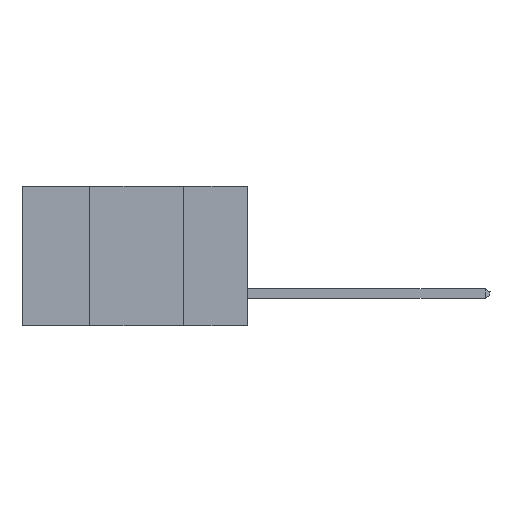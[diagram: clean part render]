
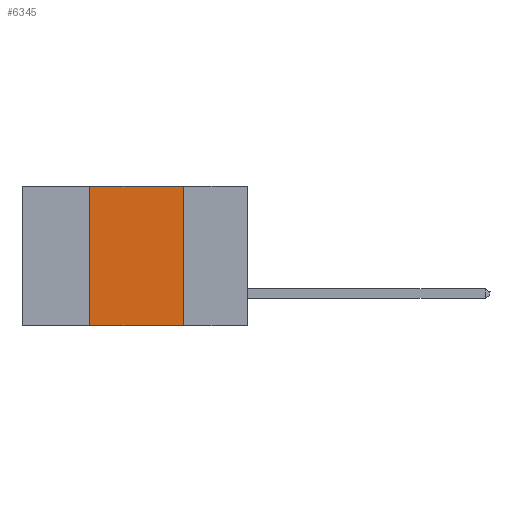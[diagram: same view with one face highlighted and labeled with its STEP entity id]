
A CAD part, left-side view. The second image highlights one B-rep face of the part: STEP entity #6345.
In plain terms, the highlighted planar face has unit normal (-1, 0, 0).
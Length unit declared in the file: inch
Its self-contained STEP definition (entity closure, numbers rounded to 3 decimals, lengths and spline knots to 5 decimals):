
#30 = DIRECTION ( 'NONE',  ( 0., -1., 0. ) ) ;
#60 = ORIENTED_EDGE ( 'NONE', *, *, #12781, .F. ) ;
#596 = EDGE_LOOP ( 'NONE', ( #60, #7936, #10106, #5006 ) ) ;
#1126 = DIRECTION ( 'NONE',  ( 0., -1., 0. ) ) ;
#1296 = CARTESIAN_POINT ( 'NONE',  ( 0., 0.6, 0. ) ) ;
#2336 = VECTOR ( 'NONE', #1126, 39.37008 ) ;
#3656 = CARTESIAN_POINT ( 'NONE',  ( 0., 0.6, -0.37 ) ) ;
#3978 = VERTEX_POINT ( 'NONE', #12414 ) ;
#4043 = EDGE_CURVE ( 'NONE', #4947, #3978, #14870, .T. ) ;
#4503 = CARTESIAN_POINT ( 'NONE',  ( 0., 0.6, 0. ) ) ;
#4574 = VECTOR ( 'NONE', #30, 39.37008 ) ;
#4947 = VERTEX_POINT ( 'NONE', #8844 ) ;
#5006 = ORIENTED_EDGE ( 'NONE', *, *, #4043, .T. ) ;
#5588 = FACE_OUTER_BOUND ( 'NONE', #596, .T. ) ;
#5707 = AXIS2_PLACEMENT_3D ( 'NONE', #4503, #5833, #15799 ) ;
#5747 = VERTEX_POINT ( 'NONE', #13645 ) ;
#5833 = DIRECTION ( 'NONE',  ( 1., 0., 0. ) ) ;
#6345 = ADVANCED_FACE ( 'NONE', ( #5588 ), #15727, .F. ) ;
#6346 = CARTESIAN_POINT ( 'NONE',  ( 0., 0.17, 0. ) ) ;
#7524 = CARTESIAN_POINT ( 'NONE',  ( 0., 0.42, -0.37 ) ) ;
#7936 = ORIENTED_EDGE ( 'NONE', *, *, #11961, .F. ) ;
#8812 = LINE ( 'NONE', #7524, #12642 ) ;
#8844 = CARTESIAN_POINT ( 'NONE',  ( 0., 0.42, -0.37 ) ) ;
#10106 = ORIENTED_EDGE ( 'NONE', *, *, #12449, .F. ) ;
#10765 = LINE ( 'NONE', #14619, #12878 ) ;
#11961 = EDGE_CURVE ( 'NONE', #5747, #15849, #12356, .T. ) ;
#12356 = LINE ( 'NONE', #1296, #2336 ) ;
#12414 = CARTESIAN_POINT ( 'NONE',  ( 0., 0.17, -0.37 ) ) ;
#12449 = EDGE_CURVE ( 'NONE', #4947, #5747, #8812, .T. ) ;
#12504 = DIRECTION ( 'NONE',  ( 0., 0., 1. ) ) ;
#12642 = VECTOR ( 'NONE', #12504, 39.37008 ) ;
#12781 = EDGE_CURVE ( 'NONE', #15849, #3978, #10765, .T. ) ;
#12878 = VECTOR ( 'NONE', #15694, 39.37008 ) ;
#13645 = CARTESIAN_POINT ( 'NONE',  ( 0., 0.42, 0. ) ) ;
#14619 = CARTESIAN_POINT ( 'NONE',  ( 0., 0.17, -0.37 ) ) ;
#14870 = LINE ( 'NONE', #3656, #4574 ) ;
#15694 = DIRECTION ( 'NONE',  ( 0., 0., -1. ) ) ;
#15727 = PLANE ( 'NONE',  #5707 ) ;
#15799 = DIRECTION ( 'NONE',  ( 0., 0., -1. ) ) ;
#15849 = VERTEX_POINT ( 'NONE', #6346 ) ;
